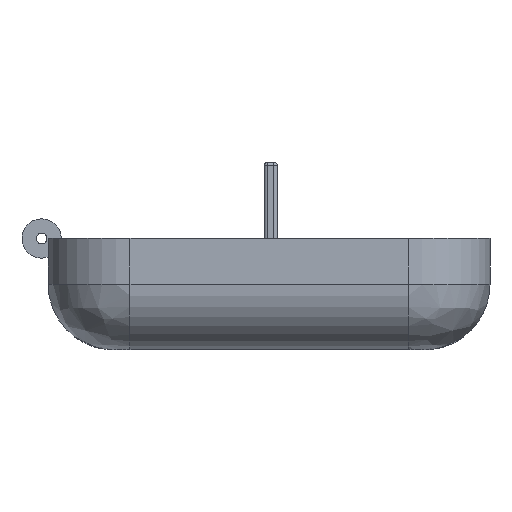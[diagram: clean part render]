
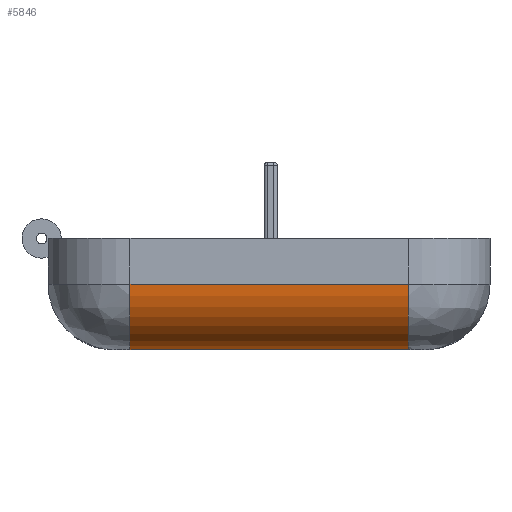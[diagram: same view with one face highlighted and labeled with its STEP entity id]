
A CAD part, left-side view. The second image highlights one B-rep face of the part: STEP entity #5846.
In plain terms, the highlighted cylindrical face has radius 20 mm (diameter 40 mm), a partial arc.
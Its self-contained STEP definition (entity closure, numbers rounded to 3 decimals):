
#587=LINE('',#11636,#974);
#588=LINE('',#11637,#975);
#974=VECTOR('',#8483,10.);
#975=VECTOR('',#8484,10.);
#1149=CYLINDRICAL_SURFACE('',#6610,20.);
#1578=FACE_OUTER_BOUND('',#1969,.T.);
#1969=EDGE_LOOP('',(#5410,#5411,#5412,#5413));
#2364=CIRCLE('',#6573,20.);
#2381=CIRCLE('',#6608,20.);
#2866=VERTEX_POINT('',#11540);
#2867=VERTEX_POINT('',#11542);
#2888=VERTEX_POINT('',#11630);
#2889=VERTEX_POINT('',#11632);
#3695=EDGE_CURVE('',#2867,#2866,#2364,.T.);
#3736=EDGE_CURVE('',#2888,#2889,#2381,.T.);
#3738=EDGE_CURVE('',#2866,#2889,#587,.T.);
#3739=EDGE_CURVE('',#2888,#2867,#588,.T.);
#5410=ORIENTED_EDGE('',*,*,#3695,.T.);
#5411=ORIENTED_EDGE('',*,*,#3738,.T.);
#5412=ORIENTED_EDGE('',*,*,#3736,.F.);
#5413=ORIENTED_EDGE('',*,*,#3739,.T.);
#5846=ADVANCED_FACE('',(#1578),#1149,.T.);
#6573=AXIS2_PLACEMENT_3D('',#11543,#8383,#8384);
#6608=AXIS2_PLACEMENT_3D('',#11633,#8477,#8478);
#6610=AXIS2_PLACEMENT_3D('',#11635,#8481,#8482);
#8383=DIRECTION('center_axis',(0.,1.,0.));
#8384=DIRECTION('ref_axis',(0.,0.,-1.));
#8477=DIRECTION('center_axis',(0.,1.,0.));
#8478=DIRECTION('ref_axis',(0.,0.,-1.));
#8481=DIRECTION('center_axis',(0.,-1.,0.));
#8482=DIRECTION('ref_axis',(-0.707,0.,-0.707));
#8483=DIRECTION('',(0.,1.,0.));
#8484=DIRECTION('',(0.,-1.,0.));
#11540=CARTESIAN_POINT('',(0.,25.,20.));
#11542=CARTESIAN_POINT('',(20.,25.,0.));
#11543=CARTESIAN_POINT('Origin',(20.,25.,20.));
#11630=CARTESIAN_POINT('',(20.,110.,0.));
#11632=CARTESIAN_POINT('',(0.,110.,20.));
#11633=CARTESIAN_POINT('Origin',(20.,110.,20.));
#11635=CARTESIAN_POINT('Origin',(20.,88.75,20.));
#11636=CARTESIAN_POINT('',(0.,88.75,20.));
#11637=CARTESIAN_POINT('',(20.,88.75,0.));
